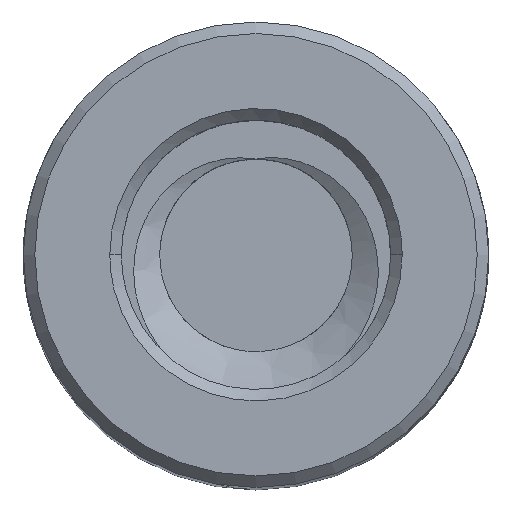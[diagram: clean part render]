
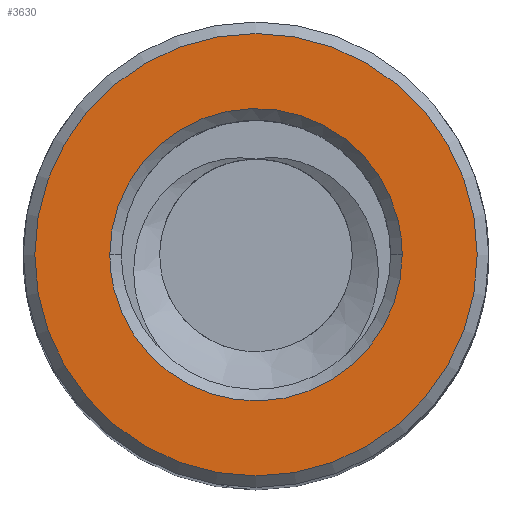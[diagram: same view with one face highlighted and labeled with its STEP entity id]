
A CAD part, top view. The second image highlights one B-rep face of the part: STEP entity #3630.
In plain terms, the highlighted planar face has unit normal (0, 0, 1).
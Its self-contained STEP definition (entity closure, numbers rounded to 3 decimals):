
#3610 = VERTEX_POINT('',#3611);
#3611 = CARTESIAN_POINT('',(-5.75,0.,18.75));
#3619 = EDGE_CURVE('',#3610,#3610,#3620,.T.);
#3620 = CIRCLE('',#3621,5.75);
#3621 = AXIS2_PLACEMENT_3D('',#3622,#3623,#3624);
#3622 = CARTESIAN_POINT('',(0.,0.,18.75));
#3623 = DIRECTION('',(0.,0.,1.));
#3624 = DIRECTION('',(-1.,0.,0.));
#3630 = ADVANCED_FACE('',(#3631,#3724),#3727,.T.);
#3631 = FACE_BOUND('',#3632,.T.);
#3632 = EDGE_LOOP('',(#3633,#3675));
#3633 = ORIENTED_EDGE('',*,*,#3634,.T.);
#3634 = EDGE_CURVE('',#3635,#3637,#3639,.T.);
#3635 = VERTEX_POINT('',#3636);
#3636 = CARTESIAN_POINT('',(3.8,0.,18.75));
#3637 = VERTEX_POINT('',#3638);
#3638 = CARTESIAN_POINT('',(-3.8,0.,18.75));
#3639 = B_SPLINE_CURVE_WITH_KNOTS('',12,(#3640,#3641,#3642,#3643,#3644,
    #3645,#3646,#3647,#3648,#3649,#3650,#3651,#3652,#3653,#3654,#3655,
    #3656,#3657,#3658,#3659,#3660,#3661,#3662,#3663,#3664,#3665,#3666,
    #3667,#3668,#3669,#3670,#3671,#3672,#3673,#3674),.UNSPECIFIED.,.F.,
  .F.,(13,11,11,13),(0.,5.498,8.247,10.996),
  .UNSPECIFIED.);
#3640 = CARTESIAN_POINT('',(3.8,0.,18.75));
#3641 = CARTESIAN_POINT('',(3.8,-0.493,
    18.75));
#3642 = CARTESIAN_POINT('',(3.73,-0.989,
    18.75));
#3643 = CARTESIAN_POINT('',(3.59,-1.476,
    18.75));
#3644 = CARTESIAN_POINT('',(3.377,-1.941,
    18.75));
#3645 = CARTESIAN_POINT('',(3.106,-2.375,
    18.75));
#3646 = CARTESIAN_POINT('',(2.758,-2.764,
    18.75));
#3647 = CARTESIAN_POINT('',(2.381,-3.102,
    18.75));
#3648 = CARTESIAN_POINT('',(1.936,-3.378,
    18.75));
#3649 = CARTESIAN_POINT('',(1.479,-3.59,
    18.75));
#3650 = CARTESIAN_POINT('',(0.988,-3.73,18.75));
#3651 = CARTESIAN_POINT('',(0.493,-3.8,18.75));
#3652 = CARTESIAN_POINT('',(-0.247,-3.8,18.75));
#3653 = CARTESIAN_POINT('',(-0.493,-3.783,
    18.75));
#3654 = CARTESIAN_POINT('',(-0.741,-3.748,
    18.75));
#3655 = CARTESIAN_POINT('',(-0.984,-3.695,
    18.75));
#3656 = CARTESIAN_POINT('',(-1.224,-3.625,
    18.75));
#3657 = CARTESIAN_POINT('',(-1.46,-3.537,
    18.75));
#3658 = CARTESIAN_POINT('',(-1.689,-3.433,
    18.75));
#3659 = CARTESIAN_POINT('',(-1.909,-3.313,
    18.75));
#3660 = CARTESIAN_POINT('',(-2.121,-3.178,
    18.75));
#3661 = CARTESIAN_POINT('',(-2.321,-3.027,
    18.75));
#3662 = CARTESIAN_POINT('',(-2.51,-2.864,
    18.75));
#3663 = CARTESIAN_POINT('',(-2.864,-2.51,
    18.75));
#3664 = CARTESIAN_POINT('',(-3.028,-2.321,
    18.75));
#3665 = CARTESIAN_POINT('',(-3.178,-2.12,
    18.75));
#3666 = CARTESIAN_POINT('',(-3.313,-1.909,
    18.75));
#3667 = CARTESIAN_POINT('',(-3.433,-1.688,
    18.75));
#3668 = CARTESIAN_POINT('',(-3.537,-1.46,
    18.75));
#3669 = CARTESIAN_POINT('',(-3.625,-1.225,
    18.75));
#3670 = CARTESIAN_POINT('',(-3.695,-0.984,
    18.75));
#3671 = CARTESIAN_POINT('',(-3.747,-0.74,
    18.75));
#3672 = CARTESIAN_POINT('',(-3.783,-0.494,
    18.75));
#3673 = CARTESIAN_POINT('',(-3.8,-0.247,
    18.75));
#3674 = CARTESIAN_POINT('',(-3.8,0.,18.75));
#3675 = ORIENTED_EDGE('',*,*,#3676,.T.);
#3676 = EDGE_CURVE('',#3637,#3635,#3677,.T.);
#3677 = B_SPLINE_CURVE_WITH_KNOTS('',12,(#3678,#3679,#3680,#3681,#3682,
    #3683,#3684,#3685,#3686,#3687,#3688,#3689,#3690,#3691,#3692,#3693,
    #3694,#3695,#3696,#3697,#3698,#3699,#3700,#3701,#3702,#3703,#3704,
    #3705,#3706,#3707,#3708,#3709,#3710,#3711,#3712,#3713,#3714,#3715,
    #3716,#3717,#3718,#3719,#3720,#3721,#3722,#3723),.UNSPECIFIED.,.F.,
  .F.,(13,11,11,11,13),(10.996,13.745,16.493,
    19.242,21.991),.UNSPECIFIED.);
#3678 = CARTESIAN_POINT('',(-3.8,0.,18.75));
#3679 = CARTESIAN_POINT('',(-3.8,0.247,
    18.75));
#3680 = CARTESIAN_POINT('',(-3.783,0.494,
    18.75));
#3681 = CARTESIAN_POINT('',(-3.747,0.739,
    18.75));
#3682 = CARTESIAN_POINT('',(-3.695,0.984,
    18.75));
#3683 = CARTESIAN_POINT('',(-3.624,1.228,
    18.75));
#3684 = CARTESIAN_POINT('',(-3.538,1.455,
    18.75));
#3685 = CARTESIAN_POINT('',(-3.433,1.693,
    18.75));
#3686 = CARTESIAN_POINT('',(-3.313,1.907,
    18.75));
#3687 = CARTESIAN_POINT('',(-3.178,2.121,
    18.75));
#3688 = CARTESIAN_POINT('',(-3.027,2.321,
    18.75));
#3689 = CARTESIAN_POINT('',(-2.864,2.51,
    18.75));
#3690 = CARTESIAN_POINT('',(-2.51,2.864,
    18.75));
#3691 = CARTESIAN_POINT('',(-2.321,3.027,
    18.75));
#3692 = CARTESIAN_POINT('',(-2.12,3.178,
    18.75));
#3693 = CARTESIAN_POINT('',(-1.909,3.313,
    18.75));
#3694 = CARTESIAN_POINT('',(-1.689,3.433,18.75
    ));
#3695 = CARTESIAN_POINT('',(-1.46,3.537,
    18.75));
#3696 = CARTESIAN_POINT('',(-1.225,3.625,
    18.75));
#3697 = CARTESIAN_POINT('',(-0.984,3.695,
    18.75));
#3698 = CARTESIAN_POINT('',(-0.74,3.748,
    18.75));
#3699 = CARTESIAN_POINT('',(-0.494,3.783,
    18.75));
#3700 = CARTESIAN_POINT('',(-0.247,3.8,
    18.75));
#3701 = CARTESIAN_POINT('',(0.247,3.8,
    18.75));
#3702 = CARTESIAN_POINT('',(0.493,3.783,
    18.75));
#3703 = CARTESIAN_POINT('',(0.741,3.748,
    18.75));
#3704 = CARTESIAN_POINT('',(0.984,3.695,
    18.75));
#3705 = CARTESIAN_POINT('',(1.224,3.625,
    18.75));
#3706 = CARTESIAN_POINT('',(1.46,3.537,
    18.75));
#3707 = CARTESIAN_POINT('',(1.689,3.433,
    18.75));
#3708 = CARTESIAN_POINT('',(1.909,3.313,
    18.75));
#3709 = CARTESIAN_POINT('',(2.121,3.178,
    18.75));
#3710 = CARTESIAN_POINT('',(2.321,3.027,18.75
    ));
#3711 = CARTESIAN_POINT('',(2.51,2.864,18.75));
#3712 = CARTESIAN_POINT('',(2.864,2.51,18.75));
#3713 = CARTESIAN_POINT('',(3.027,2.321,
    18.75));
#3714 = CARTESIAN_POINT('',(3.178,2.12,
    18.75));
#3715 = CARTESIAN_POINT('',(3.313,1.909,
    18.75));
#3716 = CARTESIAN_POINT('',(3.433,1.688,
    18.75));
#3717 = CARTESIAN_POINT('',(3.537,1.46,18.75
    ));
#3718 = CARTESIAN_POINT('',(3.625,1.225,
    18.75));
#3719 = CARTESIAN_POINT('',(3.695,0.984,
    18.75));
#3720 = CARTESIAN_POINT('',(3.747,0.74,18.75
    ));
#3721 = CARTESIAN_POINT('',(3.783,0.494,
    18.75));
#3722 = CARTESIAN_POINT('',(3.8,0.247,
    18.75));
#3723 = CARTESIAN_POINT('',(3.8,0.,18.75));
#3724 = FACE_BOUND('',#3725,.T.);
#3725 = EDGE_LOOP('',(#3726));
#3726 = ORIENTED_EDGE('',*,*,#3619,.T.);
#3727 = PLANE('',#3728);
#3728 = AXIS2_PLACEMENT_3D('',#3729,#3730,#3731);
#3729 = CARTESIAN_POINT('',(0.,0.,18.75));
#3730 = DIRECTION('',(0.,0.,1.));
#3731 = DIRECTION('',(-1.,0.,0.));
